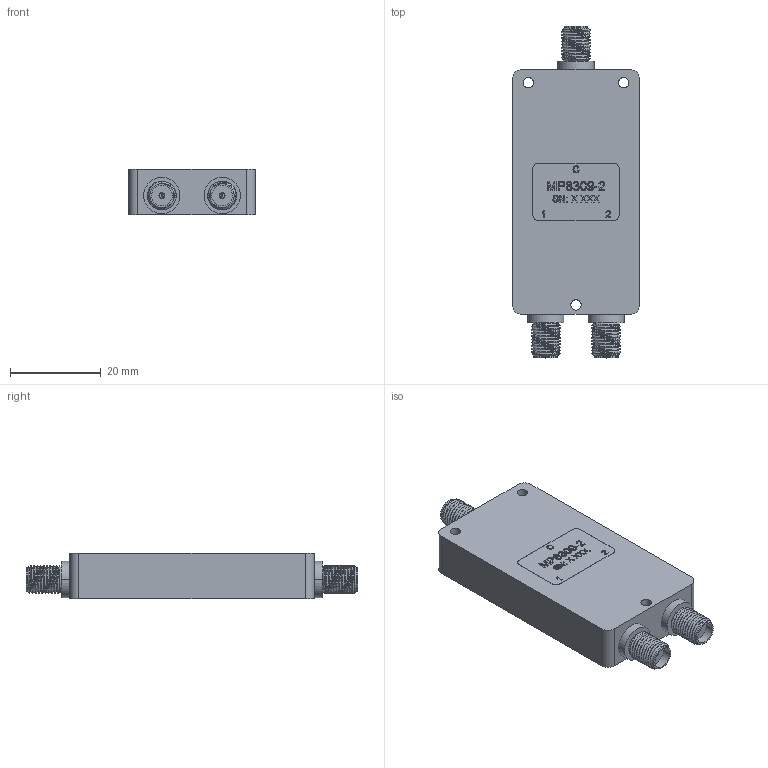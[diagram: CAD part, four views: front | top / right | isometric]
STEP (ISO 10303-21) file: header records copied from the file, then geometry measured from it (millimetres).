
FILE_DESCRIPTION (( 'STEP AP214' ), '1' );
FILE_NAME ('MP8309-2_3D.step', '2026-01-23T19:49:53', ( '' ), ( '' ), 'SwSTEP 2.0', 'SolidWorks 2025', '' );
FILE_SCHEMA (( 'AUTOMOTIVE_DESIGN' ));
Length unit declared in the file: inch
Products named in the file (1): MP8309-2_3D
Bounding box: 28 x 73.2 x 10.05 mm (x, y, z)
Volume: 15767.3 mm3; surface area: 6110.4 mm2
Topology: 4 solids, 4 shells, 421 faces, 1107 edges, 734 vertices
Faces by surface type: plane 168, bspline 128, cylinder 113, cone 12
Entity records: 23206 total; most frequent: CARTESIAN_POINT 13898, ORIENTED_EDGE 2214, DIRECTION 1413, EDGE_CURVE 1107, VERTEX_POINT 734, LINE 601, VECTOR 601, EDGE_LOOP 467
